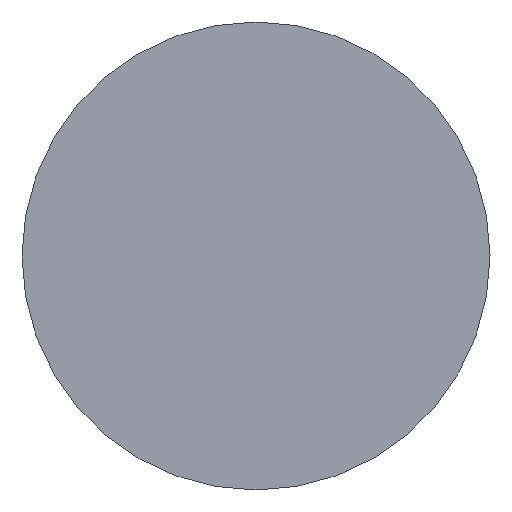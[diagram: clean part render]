
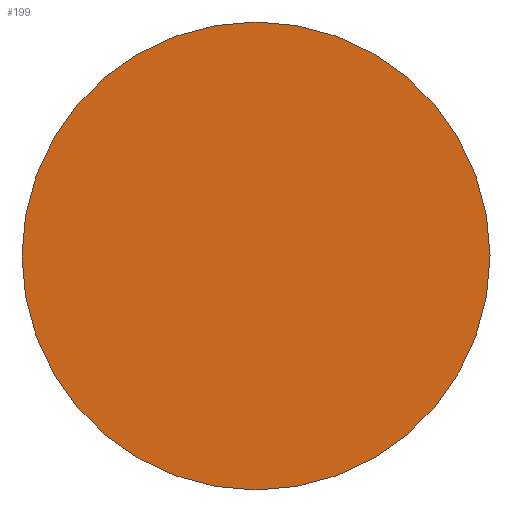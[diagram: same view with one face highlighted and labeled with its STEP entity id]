
A CAD part, front view. The second image highlights one B-rep face of the part: STEP entity #199.
In plain terms, the highlighted planar face has unit normal (0, -1, 0).
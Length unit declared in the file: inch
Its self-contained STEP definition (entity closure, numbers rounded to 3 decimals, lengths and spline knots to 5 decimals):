
#4 = CIRCLE ( 'NONE', #339, 0.25 ) ;
#7 = DIRECTION ( 'NONE',  ( 0., -1., 0. ) ) ;
#8 = EDGE_LOOP ( 'NONE', ( #93, #375 ) ) ;
#75 = VERTEX_POINT ( 'NONE', #219 ) ;
#77 = DIRECTION ( 'NONE',  ( 0., 0., -1. ) ) ;
#93 = ORIENTED_EDGE ( 'NONE', *, *, #318, .T. ) ;
#100 = DIRECTION ( 'NONE',  ( 0., -1., 0. ) ) ;
#135 = PLANE ( 'NONE',  #230 ) ;
#145 = CARTESIAN_POINT ( 'NONE',  ( 0., 0., 0. ) ) ;
#188 = CARTESIAN_POINT ( 'NONE',  ( 0., 0., 0. ) ) ;
#199 = ADVANCED_FACE ( 'NONE', ( #452 ), #135, .T. ) ;
#218 = AXIS2_PLACEMENT_3D ( 'NONE', #145, #283, #429 ) ;
#219 = CARTESIAN_POINT ( 'NONE',  ( 0., 0., -0.25 ) ) ;
#229 = EDGE_CURVE ( 'NONE', #436, #75, #4, .T. ) ;
#230 = AXIS2_PLACEMENT_3D ( 'NONE', #453, #100, #237 ) ;
#237 = DIRECTION ( 'NONE',  ( 0., 0., -1. ) ) ;
#283 = DIRECTION ( 'NONE',  ( 0., -1., 0. ) ) ;
#318 = EDGE_CURVE ( 'NONE', #75, #436, #423, .T. ) ;
#324 = CARTESIAN_POINT ( 'NONE',  ( 0., 0., 0.25 ) ) ;
#339 = AXIS2_PLACEMENT_3D ( 'NONE', #188, #7, #77 ) ;
#375 = ORIENTED_EDGE ( 'NONE', *, *, #229, .T. ) ;
#423 = CIRCLE ( 'NONE', #218, 0.25 ) ;
#429 = DIRECTION ( 'NONE',  ( 0., 0., -1. ) ) ;
#436 = VERTEX_POINT ( 'NONE', #324 ) ;
#452 = FACE_OUTER_BOUND ( 'NONE', #8, .T. ) ;
#453 = CARTESIAN_POINT ( 'NONE',  ( 0., 0., 0. ) ) ;
